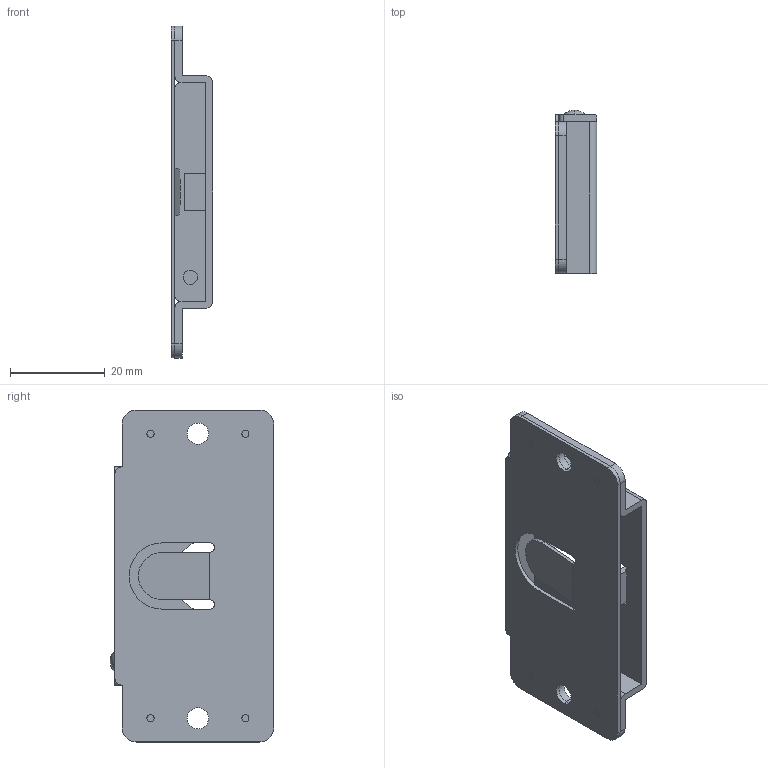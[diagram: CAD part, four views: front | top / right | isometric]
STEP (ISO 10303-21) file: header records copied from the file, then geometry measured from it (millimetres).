
FILE_DESCRIPTION (( 'STEP AP203' ), '1' );
FILE_NAME ('sone3D.STEP', '2014-08-20T09:30:48', ( '' ), ( '' ), 'SwSTEP 2.0', 'SolidWorks 2012', '' );
FILE_SCHEMA (( 'CONFIG_CONTROL_DESIGN' ));
Length unit declared in the file: millimetre
Products named in the file (4): sone3D; C-1544-2反力バネ固定カシメピン_; C-1554-2儘僢僋柍偟愱梡掙斅_; C-1554-2ロック無し本体ケース_
Assembly tree (3 placements, depth 2):
  sone3D
    C-1554-2ロック無し本体ケース_
    C-1554-2儘僢僋柍偟愱梡掙斅_
    C-1544-2反力バネ固定カシメピン_
Bounding box: 8.8 x 34.5 x 70 mm (x, y, z)
Volume: 5867.1 mm3; surface area: 10814.8 mm2
Topology: 4 solids, 4 shells, 112 faces, 294 edges, 195 vertices
Faces by surface type: cylinder 60, plane 50, sphere 2
Entity records: 3954 total; most frequent: DIRECTION 654, CARTESIAN_POINT 607, ORIENTED_EDGE 588, EDGE_CURVE 294, AXIS2_PLACEMENT_3D 242, VERTEX_POINT 195, VECTOR 170, LINE 170
